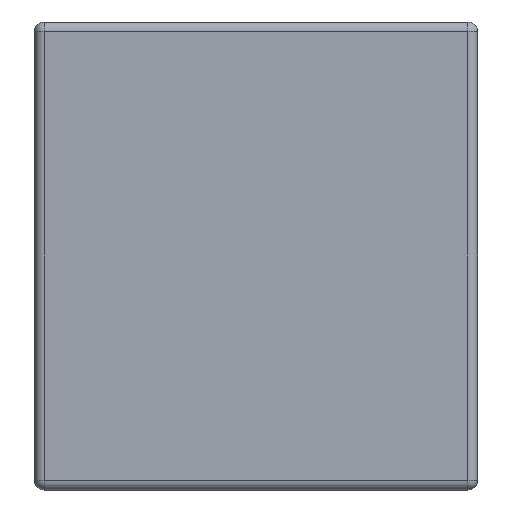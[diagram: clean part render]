
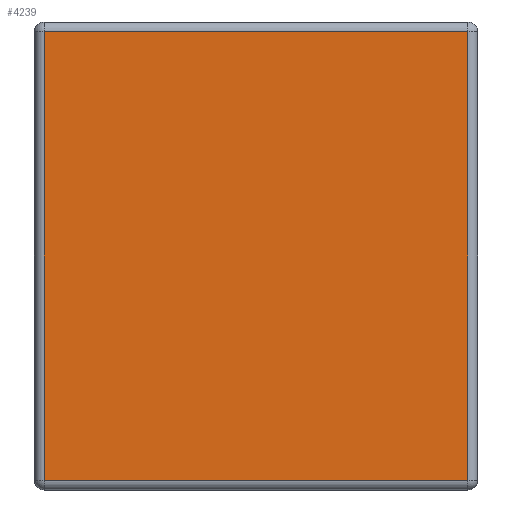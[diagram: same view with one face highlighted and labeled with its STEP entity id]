
A CAD part, left-side view. The second image highlights one B-rep face of the part: STEP entity #4239.
In plain terms, the highlighted planar face has unit normal (-1, 0, 0).
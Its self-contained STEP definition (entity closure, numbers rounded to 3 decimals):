
#13 = AXIS2_PLACEMENT_3D ( 'NONE', #4526, #1674, #4184 ) ;
#139 = VERTEX_POINT ( 'NONE', #894 ) ;
#237 = LINE ( 'NONE', #1380, #4245 ) ;
#244 = PLANE ( 'NONE',  #13 ) ;
#278 = EDGE_LOOP ( 'NONE', ( #3530, #4485, #1647, #281 ) ) ;
#281 = ORIENTED_EDGE ( 'NONE', *, *, #3753, .T. ) ;
#836 = CARTESIAN_POINT ( 'NONE',  ( 0., 0.02, -0.93 ) ) ;
#894 = CARTESIAN_POINT ( 'NONE',  ( 0., 0.02, -0.02 ) ) ;
#1032 = LINE ( 'NONE', #3399, #4367 ) ;
#1380 = CARTESIAN_POINT ( 'NONE',  ( 0., 0.9, -0.02 ) ) ;
#1647 = ORIENTED_EDGE ( 'NONE', *, *, #3855, .T. ) ;
#1674 = DIRECTION ( 'NONE',  ( -1., 0., 0. ) ) ;
#1951 = CARTESIAN_POINT ( 'NONE',  ( 0., 0.88, -0.02 ) ) ;
#2032 = DIRECTION ( 'NONE',  ( 0., -1., 0. ) ) ;
#2105 = LINE ( 'NONE', #3576, #2337 ) ;
#2337 = VECTOR ( 'NONE', #4667, 1000. ) ;
#2392 = CARTESIAN_POINT ( 'NONE',  ( 0., 0., -0.93 ) ) ;
#2602 = VERTEX_POINT ( 'NONE', #836 ) ;
#3244 = LINE ( 'NONE', #2392, #3466 ) ;
#3399 = CARTESIAN_POINT ( 'NONE',  ( 0., 0.88, -0.95 ) ) ;
#3413 = FACE_OUTER_BOUND ( 'NONE', #278, .T. ) ;
#3466 = VECTOR ( 'NONE', #2032, 1000. ) ;
#3474 = DIRECTION ( 'NONE',  ( 0., 1., 0. ) ) ;
#3530 = ORIENTED_EDGE ( 'NONE', *, *, #4404, .T. ) ;
#3576 = CARTESIAN_POINT ( 'NONE',  ( 0., 0.02, 0. ) ) ;
#3753 = EDGE_CURVE ( 'NONE', #4133, #4004, #1032, .T. ) ;
#3855 = EDGE_CURVE ( 'NONE', #139, #4133, #237, .T. ) ;
#4004 = VERTEX_POINT ( 'NONE', #4421 ) ;
#4133 = VERTEX_POINT ( 'NONE', #1951 ) ;
#4184 = DIRECTION ( 'NONE',  ( 0., 0., 1. ) ) ;
#4239 = ADVANCED_FACE ( 'NONE', ( #3413 ), #244, .T. ) ;
#4245 = VECTOR ( 'NONE', #3474, 1000. ) ;
#4367 = VECTOR ( 'NONE', #4514, 1000. ) ;
#4404 = EDGE_CURVE ( 'NONE', #4004, #2602, #3244, .T. ) ;
#4421 = CARTESIAN_POINT ( 'NONE',  ( 0., 0.88, -0.93 ) ) ;
#4485 = ORIENTED_EDGE ( 'NONE', *, *, #4660, .T. ) ;
#4514 = DIRECTION ( 'NONE',  ( 0., 0., -1. ) ) ;
#4526 = CARTESIAN_POINT ( 'NONE',  ( 0., 0., 0. ) ) ;
#4660 = EDGE_CURVE ( 'NONE', #2602, #139, #2105, .T. ) ;
#4667 = DIRECTION ( 'NONE',  ( 0., 0., 1. ) ) ;
